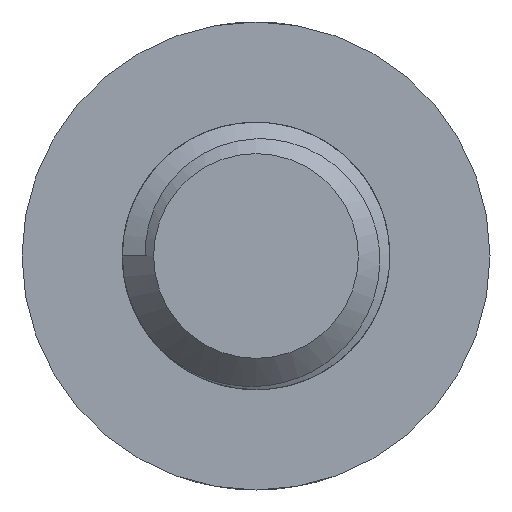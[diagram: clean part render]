
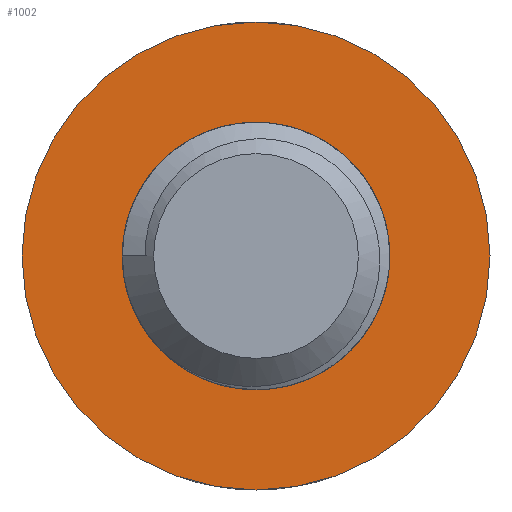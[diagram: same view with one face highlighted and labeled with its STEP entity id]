
A CAD part, left-side view. The second image highlights one B-rep face of the part: STEP entity #1002.
In plain terms, the highlighted face is planar.
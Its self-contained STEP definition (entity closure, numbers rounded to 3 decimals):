
#23=PLANE('',#1090);
#35=FACE_BOUND('',#196,.T.);
#78=CIRCLE('',#1054,4.);
#79=CIRCLE('',#1057,4.);
#82=CIRCLE('',#1076,7.);
#91=CIRCLE('',#1091,4.);
#133=FACE_OUTER_BOUND('',#195,.T.);
#195=EDGE_LOOP('',(#783));
#196=EDGE_LOOP('',(#784,#785,#786));
#411=VERTEX_POINT('',#1952);
#412=VERTEX_POINT('',#1954);
#419=VERTEX_POINT('',#2010);
#451=VERTEX_POINT('',#3106);
#523=EDGE_CURVE('',#411,#412,#78,.T.);
#531=EDGE_CURVE('',#412,#419,#79,.T.);
#579=EDGE_CURVE('',#451,#451,#82,.T.);
#594=EDGE_CURVE('',#419,#411,#91,.T.);
#783=ORIENTED_EDGE('',*,*,#579,.F.);
#784=ORIENTED_EDGE('',*,*,#531,.F.);
#785=ORIENTED_EDGE('',*,*,#523,.F.);
#786=ORIENTED_EDGE('',*,*,#594,.F.);
#1002=ADVANCED_FACE('',(#133,#35),#23,.F.);
#1054=AXIS2_PLACEMENT_3D('',#1955,#1168,#1169);
#1057=AXIS2_PLACEMENT_3D('',#2011,#1177,#1178);
#1076=AXIS2_PLACEMENT_3D('',#3108,#1230,#1231);
#1090=AXIS2_PLACEMENT_3D('',#3232,#1260,#1261);
#1091=AXIS2_PLACEMENT_3D('',#3233,#1262,#1263);
#1168=DIRECTION('center_axis',(0.,0.,-1.));
#1169=DIRECTION('ref_axis',(1.,0.,0.));
#1177=DIRECTION('center_axis',(0.,0.,-1.));
#1178=DIRECTION('ref_axis',(1.,0.,0.));
#1230=DIRECTION('center_axis',(0.,0.,1.));
#1231=DIRECTION('ref_axis',(1.,0.,0.));
#1260=DIRECTION('center_axis',(0.,0.,1.));
#1261=DIRECTION('ref_axis',(1.,0.,0.));
#1262=DIRECTION('center_axis',(0.,0.,-1.));
#1263=DIRECTION('ref_axis',(1.,0.,0.));
#1952=CARTESIAN_POINT('',(0.,-4.,-4.4));
#1954=CARTESIAN_POINT('',(-4.,0.,-4.4));
#1955=CARTESIAN_POINT('Origin',(0.,0.,-4.4));
#2010=CARTESIAN_POINT('',(-2.828,2.828,-4.4));
#2011=CARTESIAN_POINT('Origin',(0.,0.,-4.4));
#3106=CARTESIAN_POINT('',(-7.,0.,-4.4));
#3108=CARTESIAN_POINT('Origin',(0.,0.,-4.4));
#3232=CARTESIAN_POINT('Origin',(0.,-7.,-4.4));
#3233=CARTESIAN_POINT('Origin',(0.,0.,-4.4));
